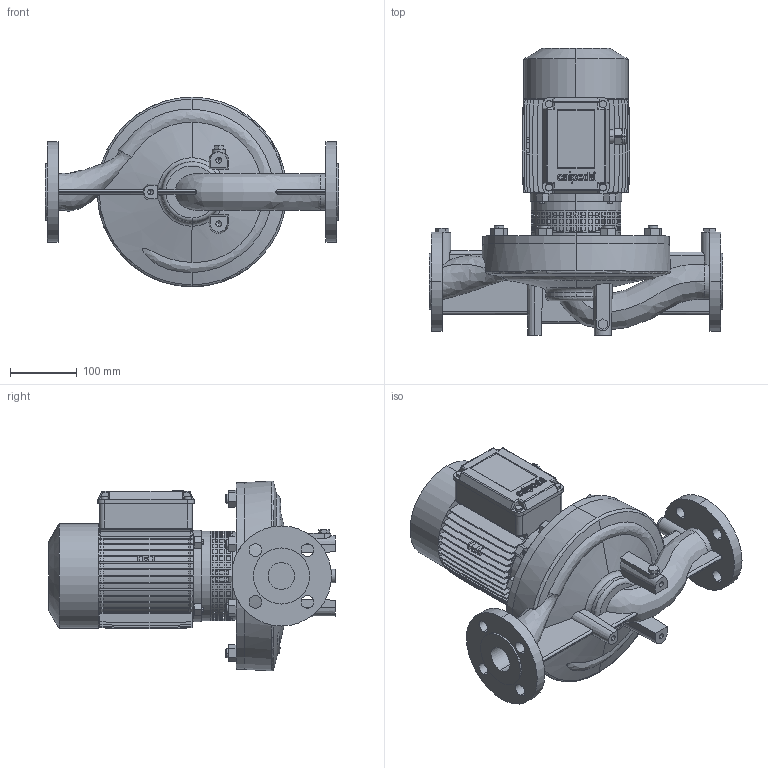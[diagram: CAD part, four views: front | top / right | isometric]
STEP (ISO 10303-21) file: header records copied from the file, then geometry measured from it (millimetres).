
FILE_DESCRIPTION (( 'STEP AP214' ), '1' );
FILE_NAME ('4.93.504.36swa01.step', '2019-11-29T16:00:54', ( '' ), ( '' ), 'SwSTEP 2.0', 'SolidWorks 2019', '' );
FILE_SCHEMA (( 'AUTOMOTIVE_DESIGN' ));
Length unit declared in the file: millimetre
Products named in the file (6): 2_66_122_SEMPLIFICATO; Copia (2) di 3.66.710^4.93.504.36swa01; 10007670swn00_M20x1.5; 10007570swp00_80 SZ VER.; 4.93.504.36swa01; 10008148swp00_3.66.546_semplificato
Assembly tree (5 placements, depth 2):
  4.93.504.36swa01
    10007570swp00_80 SZ VER.
    10008148swp00_3.66.546_semplificato
    2_66_122_SEMPLIFICATO
    Copia (2) di 3.66.710^4.93.504.36swa01
    10007670swn00_M20x1.5
Bounding box: 440 x 430 x 284.37 mm (x, y, z)
Volume: 10635889 mm3; surface area: 984136.2 mm2
Topology: 8 solids, 8 shells, 1839 faces, 4993 edges, 3264 vertices
Faces by surface type: plane 1323, cylinder 245, cone 141, bspline 98, torus 20, sphere 12
Entity records: 64494 total; most frequent: CARTESIAN_POINT 18119, ORIENTED_EDGE 9938, DIRECTION 8862, EDGE_CURVE 4969, VERTEX_POINT 3264, LINE 3172, VECTOR 3172, AXIS2_PLACEMENT_3D 2845
